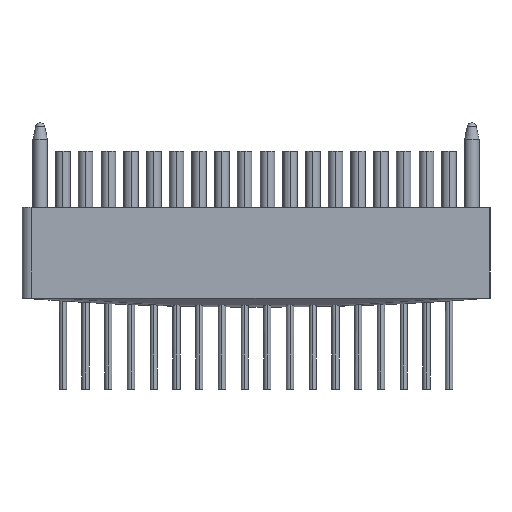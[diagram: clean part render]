
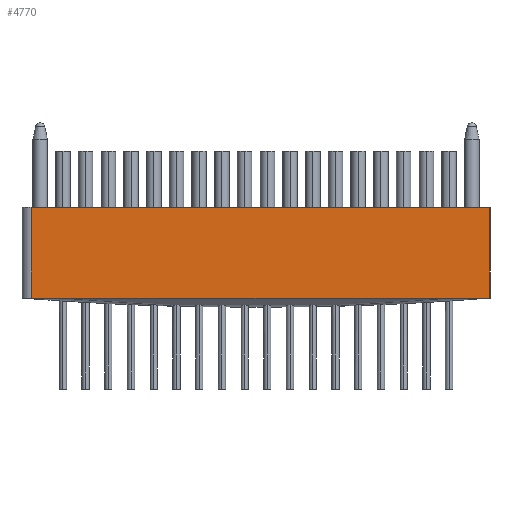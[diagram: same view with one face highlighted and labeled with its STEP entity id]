
A CAD part, front view. The second image highlights one B-rep face of the part: STEP entity #4770.
In plain terms, the highlighted planar face has unit normal (0, -1, 0).
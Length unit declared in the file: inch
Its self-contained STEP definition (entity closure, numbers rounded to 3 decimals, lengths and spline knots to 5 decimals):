
#434 = ORIENTED_EDGE ( 'NONE', *, *, #22684, .T. ) ;
#1014 = DIRECTION ( 'NONE',  ( 0., 0., 1. ) ) ;
#1505 = ORIENTED_EDGE ( 'NONE', *, *, #3398, .F. ) ;
#2061 = VECTOR ( 'NONE', #4694, 39.37008 ) ;
#2277 = DIRECTION ( 'NONE',  ( 1., 0., 0. ) ) ;
#2298 = ORIENTED_EDGE ( 'NONE', *, *, #10576, .F. ) ;
#2875 = VERTEX_POINT ( 'NONE', #20915 ) ;
#3398 = EDGE_CURVE ( 'NONE', #17851, #2875, #15220, .T. ) ;
#3568 = VECTOR ( 'NONE', #1014, 39.37008 ) ;
#3912 = CARTESIAN_POINT ( 'NONE',  ( -0.2575, -0.035, -0.05 ) ) ;
#3924 = CARTESIAN_POINT ( 'NONE',  ( 0.255, -0.035, -0.05 ) ) ;
#4140 = CARTESIAN_POINT ( 'NONE',  ( -0.2575, -0.035, 0.05 ) ) ;
#4694 = DIRECTION ( 'NONE',  ( 0., 0., -1. ) ) ;
#4770 = ADVANCED_FACE ( 'NONE', ( #18296 ), #9422, .T. ) ;
#5000 = LINE ( 'NONE', #7075, #18637 ) ;
#5353 = VECTOR ( 'NONE', #23019, 39.37008 ) ;
#5788 = DIRECTION ( 'NONE',  ( -1., 0., 0. ) ) ;
#7075 = CARTESIAN_POINT ( 'NONE',  ( -0.2575, -0.035, -0.05 ) ) ;
#7366 = VERTEX_POINT ( 'NONE', #19342 ) ;
#7602 = AXIS2_PLACEMENT_3D ( 'NONE', #3912, #7633, #20654 ) ;
#7633 = DIRECTION ( 'NONE',  ( 0., -1., 0. ) ) ;
#7910 = CARTESIAN_POINT ( 'NONE',  ( -0.21245, -0.035, -0.05 ) ) ;
#7924 = EDGE_CURVE ( 'NONE', #17851, #19406, #9099, .T. ) ;
#8317 = CARTESIAN_POINT ( 'NONE',  ( -0.2475, -0.035, -0.05 ) ) ;
#8393 = CARTESIAN_POINT ( 'NONE',  ( 0.2575, -0.035, -0.05 ) ) ;
#9099 = LINE ( 'NONE', #8393, #3568 ) ;
#9422 = PLANE ( 'NONE',  #7602 ) ;
#10576 = EDGE_CURVE ( 'NONE', #22581, #7366, #5000, .T. ) ;
#11098 = ORIENTED_EDGE ( 'NONE', *, *, #18952, .F. ) ;
#13239 = LINE ( 'NONE', #4140, #17605 ) ;
#13543 = CARTESIAN_POINT ( 'NONE',  ( 0.2575, -0.035, 0.05 ) ) ;
#13728 = CARTESIAN_POINT ( 'NONE',  ( -0.2575, -0.035, -0.05 ) ) ;
#14947 = VECTOR ( 'NONE', #5788, 39.37008 ) ;
#15184 = VERTEX_POINT ( 'NONE', #19483 ) ;
#15220 = LINE ( 'NONE', #13728, #5353 ) ;
#16865 = LINE ( 'NONE', #8317, #2061 ) ;
#17605 = VECTOR ( 'NONE', #2277, 39.37008 ) ;
#17851 = VERTEX_POINT ( 'NONE', #22310 ) ;
#17949 = EDGE_CURVE ( 'NONE', #15184, #19406, #13239, .T. ) ;
#18233 = DIRECTION ( 'NONE',  ( -1., 0., 0. ) ) ;
#18296 = FACE_OUTER_BOUND ( 'NONE', #23449, .T. ) ;
#18637 = VECTOR ( 'NONE', #18233, 39.37008 ) ;
#18952 = EDGE_CURVE ( 'NONE', #2875, #22581, #19912, .T. ) ;
#19342 = CARTESIAN_POINT ( 'NONE',  ( -0.2475, -0.035, -0.05 ) ) ;
#19406 = VERTEX_POINT ( 'NONE', #13543 ) ;
#19483 = CARTESIAN_POINT ( 'NONE',  ( -0.2475, -0.035, 0.05 ) ) ;
#19912 = LINE ( 'NONE', #3924, #14947 ) ;
#20654 = DIRECTION ( 'NONE',  ( 0., 0., -1. ) ) ;
#20915 = CARTESIAN_POINT ( 'NONE',  ( 0.21245, -0.035, -0.05 ) ) ;
#22310 = CARTESIAN_POINT ( 'NONE',  ( 0.2575, -0.035, -0.05 ) ) ;
#22581 = VERTEX_POINT ( 'NONE', #7910 ) ;
#22650 = ORIENTED_EDGE ( 'NONE', *, *, #7924, .T. ) ;
#22684 = EDGE_CURVE ( 'NONE', #15184, #7366, #16865, .T. ) ;
#23019 = DIRECTION ( 'NONE',  ( -1., 0., 0. ) ) ;
#23449 = EDGE_LOOP ( 'NONE', ( #1505, #22650, #24167, #434, #2298, #11098 ) ) ;
#24167 = ORIENTED_EDGE ( 'NONE', *, *, #17949, .F. ) ;
